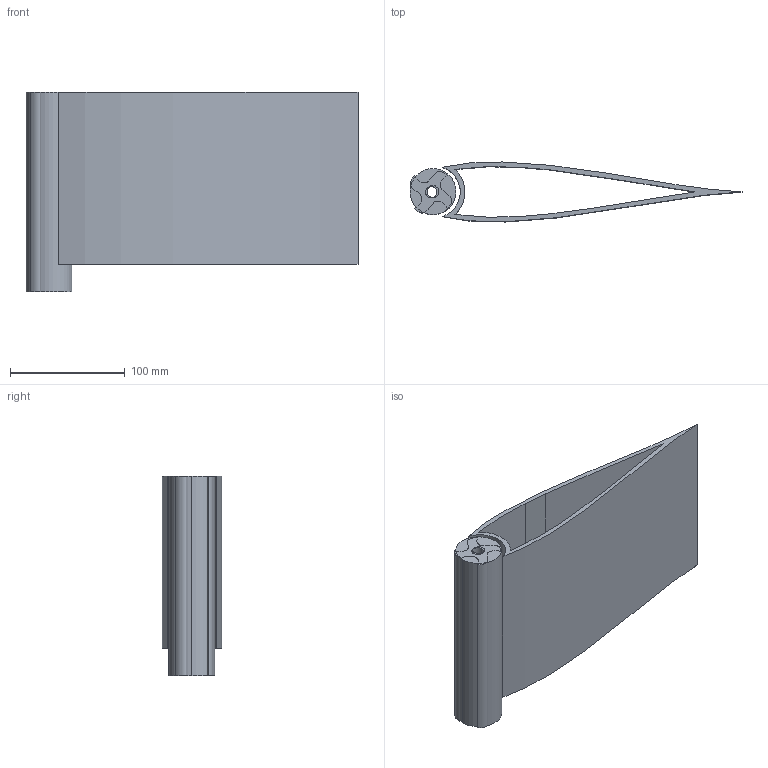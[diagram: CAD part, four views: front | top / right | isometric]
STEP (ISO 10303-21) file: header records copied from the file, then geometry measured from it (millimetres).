
FILE_DESCRIPTION (( 'STEP AP214' ), '1' );
FILE_NAME ('wing +smooth.STEP', '2025-11-25T11:15:32', ( '' ), ( '' ), 'SwSTEP 2.0', 'SolidWorks 2025', '' );
FILE_SCHEMA (( 'AUTOMOTIVE_DESIGN' ));
Length unit declared in the file: millimetre
Products named in the file (4): wing +smooth; spar - Copy; cylinder_splined_thin_corrected; cylinder_scooped_corrected
Assembly tree (3 placements, depth 2):
  wing +smooth
    spar - Copy
    cylinder_splined_thin_corrected
    cylinder_scooped_corrected
Bounding box: 288.96 x 52.02 x 174 mm (x, y, z)
Volume: 616227.2 mm3; surface area: 223271 mm2
Topology: 3 solids, 3 shells, 28 faces, 66 edges, 44 vertices
Faces by surface type: cylinder 10, bspline 10, plane 8
Entity records: 1243 total; most frequent: CARTESIAN_POINT 514, ORIENTED_EDGE 132, DIRECTION 114, EDGE_CURVE 66, VERTEX_POINT 44, AXIS2_PLACEMENT_3D 44, EDGE_LOOP 34, ADVANCED_FACE 28
